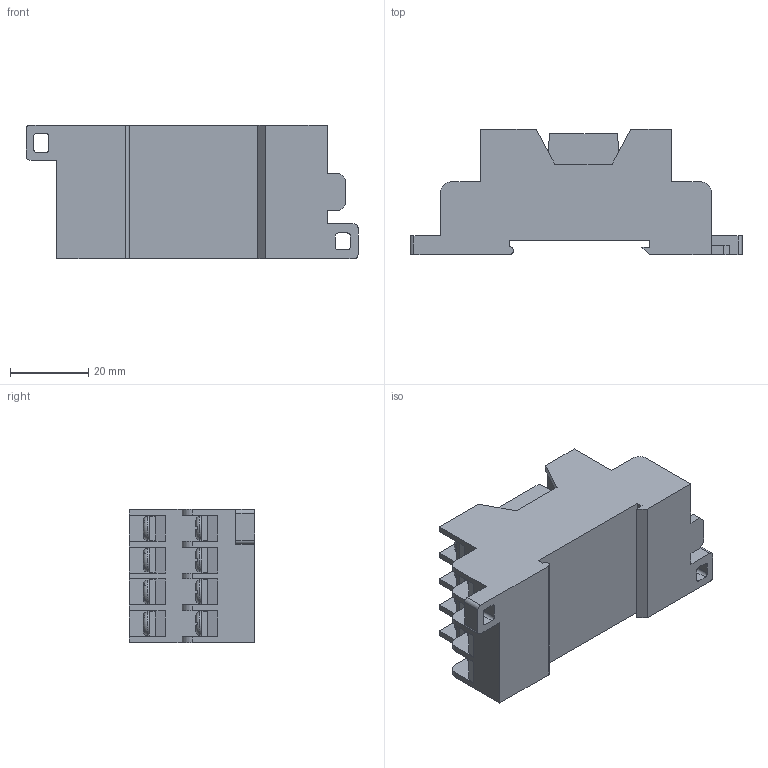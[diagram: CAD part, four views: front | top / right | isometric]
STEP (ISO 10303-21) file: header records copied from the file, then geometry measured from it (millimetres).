
FILE_DESCRIPTION (( 'STEP AP214' ), '1' );
FILE_NAME ('RS6N-DE.STEP', '2013-12-02T19:09:59', ( '' ), ( '' ), 'SwSTEP 2.0', 'SolidWorks 2013', '' );
FILE_SCHEMA (( 'AUTOMOTIVE_DESIGN' ));
Length unit declared in the file: inch
Products named in the file (1): RS6N-DE
Bounding box: 84.84 x 32 x 34.04 mm (x, y, z)
Volume: 49594.7 mm3; surface area: 20975.9 mm2
Topology: 1 solids, 1 shells, 617 faces, 1687 edges, 1114 vertices
Faces by surface type: plane 530, cylinder 55, torus 32
Entity records: 27692 total; most frequent: CARTESIAN_POINT 4171, ORIENTED_EDGE 3374, DIRECTION 2937, EDGE_CURVE 1687, LINE 1257, VECTOR 1257, VERTEX_POINT 1114, AXIS2_PLACEMENT_3D 840
